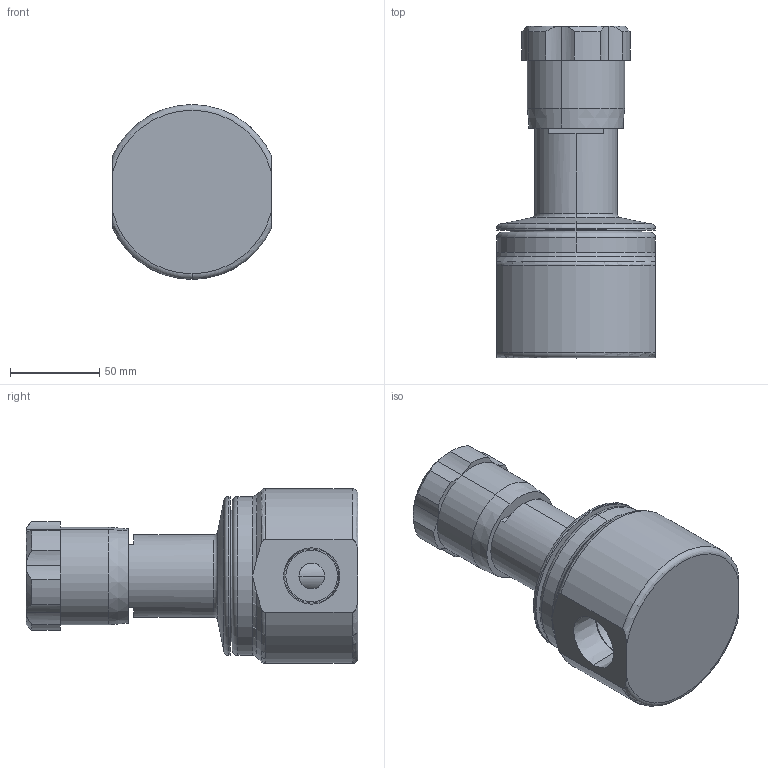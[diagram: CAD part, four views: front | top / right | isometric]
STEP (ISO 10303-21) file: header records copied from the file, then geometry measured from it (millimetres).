
FILE_DESCRIPTION (( 'STEP AP203' ), '1' );
FILE_NAME ('JSRH-100-PA.STEP', '2017-06-22T15:25:17', ( '' ), ( '' ), 'SwSTEP 2.0', 'SolidWorks 2014', '' );
FILE_SCHEMA (( 'CONFIG_CONTROL_DESIGN' ));
Length unit declared in the file: inch
Products named in the file (2): JSRH-100-PA
Bounding box: 88.9 x 185.57 x 97.79 mm (x, y, z)
Volume: 710172 mm3; surface area: 64714.8 mm2
Topology: 1 solids, 1 shells, 97 faces, 215 edges, 127 vertices
Faces by surface type: cylinder 41, plane 22, cone 17, torus 17
Entity records: 3256 total; most frequent: CARTESIAN_POINT 933, DIRECTION 497, ORIENTED_EDGE 430, AXIS2_PLACEMENT_3D 217, EDGE_CURVE 215, VERTEX_POINT 127, CIRCLE 118, EDGE_LOOP 104
